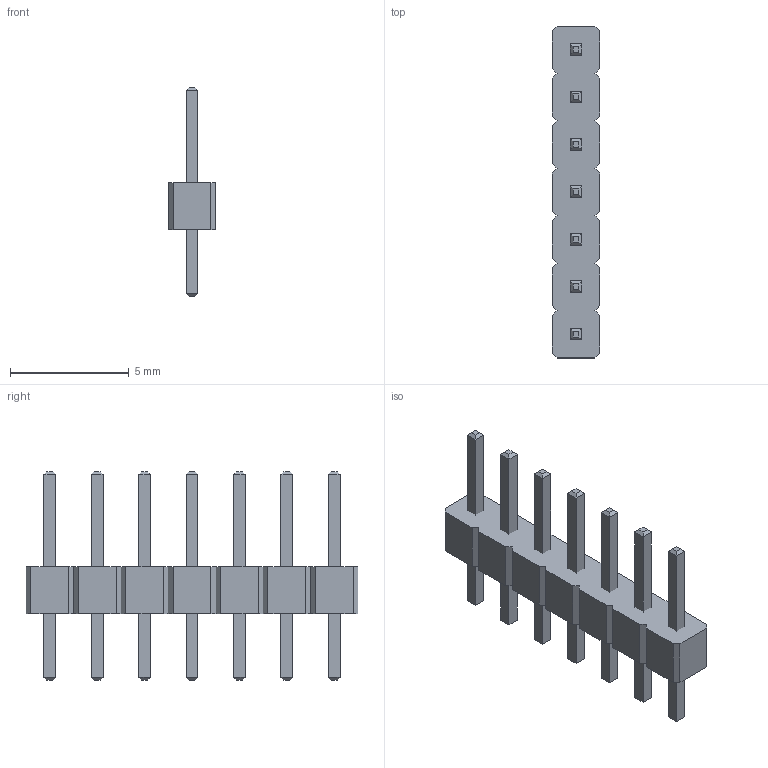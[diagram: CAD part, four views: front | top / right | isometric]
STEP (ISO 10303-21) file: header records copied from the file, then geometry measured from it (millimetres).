
FILE_DESCRIPTION(/* description */ ('model of PinHeader_1x07_P2.00mm_Vertical'),/* implementation_level */ '2;1');
FILE_NAME(/* name */ 'PinHeader_1x07_P2.00mm_Vertical.step',/* time_stamp */ '2018-01-24T13:05:30',/* author */ ('kicad StepUp','ksu'),/* organization */ ('FreeCAD'),/* preprocessor_version */ 'OCC',/* originating_system */ 'kicad StepUp',/* authorisation */ '');
FILE_SCHEMA(('AUTOMOTIVE_DESIGN { 1 0 10303 214 1 1 1 1 }'));
Length unit declared in the file: millimetre
Products named in the file (2): PinHeader_1x07_P200mm_Vertical; Shape0_27622715145
Bounding box: 2 x 14 x 8.8 mm (x, y, z)
Volume: 70.1 mm3; surface area: 246.2 mm2
Topology: 8 solids, 8 shells, 144 faces, 328 edges, 200 vertices
Faces by surface type: plane 144
Entity records: 2578 total; most frequent: ORIENTED_EDGE 514, CARTESIAN_POINT 378, EDGE_CURVE 328, LINE 328, VERTEX_POINT 200, AXIS2_PLACEMENT_3D 145, ADVANCED_FACE 144, FACE_BOUND 144
